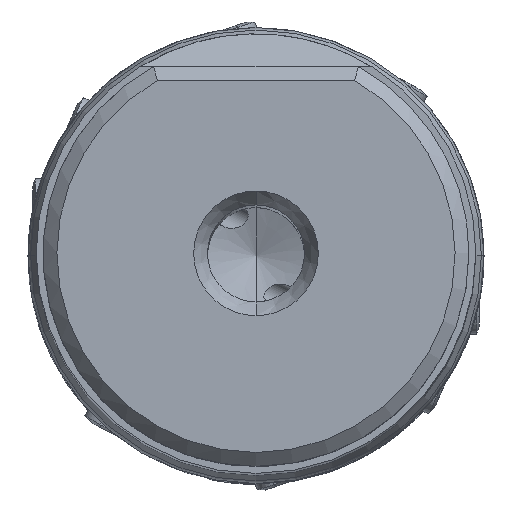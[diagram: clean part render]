
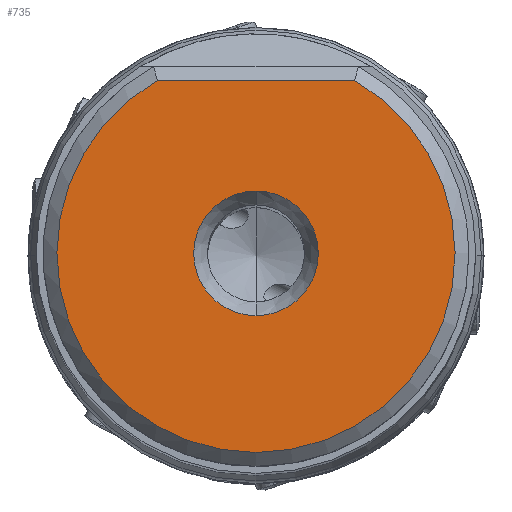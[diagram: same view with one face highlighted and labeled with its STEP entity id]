
A CAD part, top view. The second image highlights one B-rep face of the part: STEP entity #735.
In plain terms, the highlighted planar face has unit normal (0, 0, 1).
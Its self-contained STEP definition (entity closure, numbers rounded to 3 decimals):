
#226=FACE_BOUND('',#2793,.T.);
#227=FACE_BOUND('',#2794,.T.);
#462=PLANE('',#15474);
#735=ADVANCED_FACE('',(#226,#227),#462,.T.);
#2793=EDGE_LOOP('',(#6831,#6832,#6833));
#2794=EDGE_LOOP('',(#6834,#6835));
#3719=LINE('',#26879,#4505);
#4505=VECTOR('',#17682,1.);
#5423=CIRCLE('',#15469,4.5);
#5424=CIRCLE('',#15471,14.375);
#5425=CIRCLE('',#15472,14.375);
#5426=CIRCLE('',#15473,4.5);
#6831=ORIENTED_EDGE('',*,*,#12626,.F.);
#6832=ORIENTED_EDGE('',*,*,#12627,.F.);
#6833=ORIENTED_EDGE('',*,*,#12628,.F.);
#6834=ORIENTED_EDGE('',*,*,#12629,.F.);
#6835=ORIENTED_EDGE('',*,*,#12625,.F.);
#11023=VERTEX_POINT('',#26869);
#11024=VERTEX_POINT('',#26871);
#11025=VERTEX_POINT('',#26875);
#11026=VERTEX_POINT('',#26876);
#11027=VERTEX_POINT('',#26878);
#12625=EDGE_CURVE('',#11024,#11023,#5423,.T.);
#12626=EDGE_CURVE('',#11025,#11026,#5424,.T.);
#12627=EDGE_CURVE('',#11027,#11025,#5425,.T.);
#12628=EDGE_CURVE('',#11026,#11027,#3719,.T.);
#12629=EDGE_CURVE('',#11023,#11024,#5426,.T.);
#15469=AXIS2_PLACEMENT_3D('',#26872,#17674,#17675);
#15471=AXIS2_PLACEMENT_3D('',#26874,#17678,#17679);
#15472=AXIS2_PLACEMENT_3D('',#26877,#17680,#17681);
#15473=AXIS2_PLACEMENT_3D('',#26880,#17683,#17684);
#15474=AXIS2_PLACEMENT_3D('',#26881,#17685,#17686);
#17674=DIRECTION('',(0.,0.,1.));
#17675=DIRECTION('',(0.,-1.,0.));
#17678=DIRECTION('',(0.,0.,-1.));
#17679=DIRECTION('',(0.,-1.,0.));
#17680=DIRECTION('',(0.,0.,-1.));
#17681=DIRECTION('',(0.496,0.869,0.));
#17682=DIRECTION('',(1.,0.,0.));
#17683=DIRECTION('',(0.,0.,1.));
#17684=DIRECTION('',(0.,1.,0.));
#17685=DIRECTION('',(0.,0.,1.));
#17686=DIRECTION('',(-1.,0.,0.));
#26869=CARTESIAN_POINT('',(0.,4.5,0.));
#26871=CARTESIAN_POINT('',(0.,-4.5,0.));
#26872=CARTESIAN_POINT('',(0.,0.,0.));
#26874=CARTESIAN_POINT('',(0.,0.,0.));
#26875=CARTESIAN_POINT('',(0.,-14.375,0.));
#26876=CARTESIAN_POINT('',(-7.125,12.485,0.));
#26877=CARTESIAN_POINT('',(0.,0.,0.));
#26878=CARTESIAN_POINT('',(7.125,12.485,0.));
#26879=CARTESIAN_POINT('',(-7.125,12.485,0.));
#26880=CARTESIAN_POINT('',(0.,0.,0.));
#26881=CARTESIAN_POINT('',(0.,-0.945,0.));
